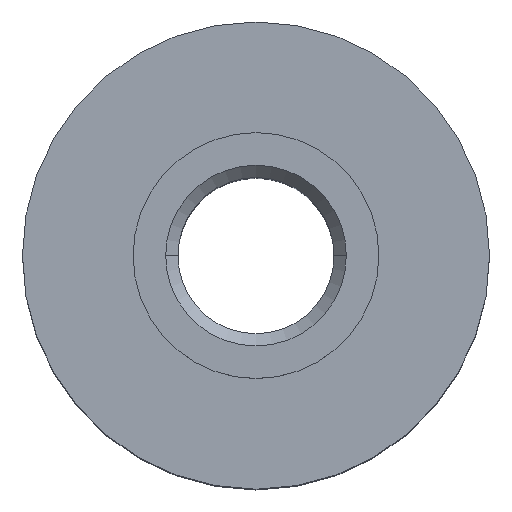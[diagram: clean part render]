
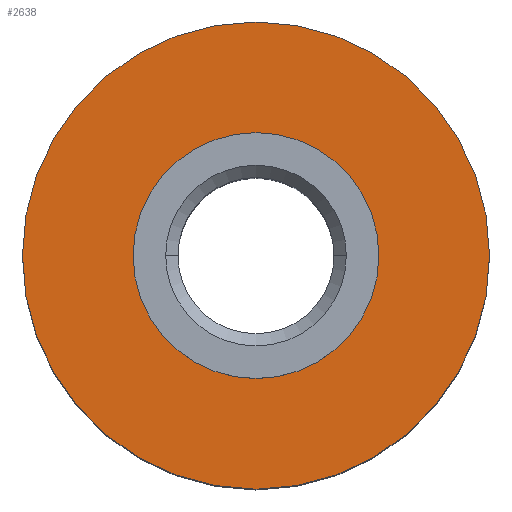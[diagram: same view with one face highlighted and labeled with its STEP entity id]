
A CAD part, top view. The second image highlights one B-rep face of the part: STEP entity #2638.
In plain terms, the highlighted planar face has unit normal (0, 0, 1).
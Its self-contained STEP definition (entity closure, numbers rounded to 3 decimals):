
#95 = ORIENTED_EDGE ( 'NONE', *, *, #739, .T. ) ;
#739 = EDGE_CURVE ( 'NONE', #5515, #5514, #6296, .T. ) ;
#743 = EDGE_CURVE ( 'NONE', #5511, #5509, #6302, .T. ) ;
#1175 = CARTESIAN_POINT ( 'NONE',  ( 0., 0., 9.5 ) ) ;
#1176 = DIRECTION ( 'NONE',  ( 0., 0., -1. ) ) ;
#1177 = DIRECTION ( 'NONE',  ( -1., 0., 0. ) ) ;
#1185 = CARTESIAN_POINT ( 'NONE',  ( 0., 0., 9.5 ) ) ;
#1186 = DIRECTION ( 'NONE',  ( 0., 0., 1. ) ) ;
#1187 = DIRECTION ( 'NONE',  ( 1., 0., 0. ) ) ;
#1218 = CARTESIAN_POINT ( 'NONE',  ( 0., 0., 9.5 ) ) ;
#1219 = DIRECTION ( 'NONE',  ( 0., 0., -1. ) ) ;
#1220 = DIRECTION ( 'NONE',  ( -1., 0., 0. ) ) ;
#1223 = CARTESIAN_POINT ( 'NONE',  ( 0., 0., 9.5 ) ) ;
#1246 = AXIS2_PLACEMENT_3D ( 'NONE', #1175, #1176, #1177 ) ;
#1248 = AXIS2_PLACEMENT_3D ( 'NONE', #1185, #1186, #1187 ) ;
#1255 = AXIS2_PLACEMENT_3D ( 'NONE', #1218, #1219, #1220 ) ;
#1256 = AXIS2_PLACEMENT_3D ( 'NONE', #1223, #5576, #5577 ) ;
#1324 = AXIS2_PLACEMENT_3D ( 'NONE', #6500, #6498, #6504 ) ;
#2505 = EDGE_CURVE ( 'NONE', #5514, #5515, #6324, .T. ) ;
#2506 = EDGE_CURVE ( 'NONE', #5509, #5511, #6325, .T. ) ;
#2638 = ADVANCED_FACE ( 'NONE', ( #5898, #5929 ), #6502, .F. ) ;
#2712 = ORIENTED_EDGE ( 'NONE', *, *, #2505, .T. ) ;
#2714 = ORIENTED_EDGE ( 'NONE', *, *, #2506, .T. ) ;
#2719 = ORIENTED_EDGE ( 'NONE', *, *, #743, .T. ) ;
#3905 = EDGE_LOOP ( 'NONE', ( #2719, #2714 ) ) ;
#3916 = EDGE_LOOP ( 'NONE', ( #95, #2712 ) ) ;
#5382 = CARTESIAN_POINT ( 'NONE',  ( -9.5, 0., 9.5 ) ) ;
#5390 = CARTESIAN_POINT ( 'NONE',  ( -5., 0., 9.5 ) ) ;
#5392 = CARTESIAN_POINT ( 'NONE',  ( 9.5, 0., 9.5 ) ) ;
#5395 = CARTESIAN_POINT ( 'NONE',  ( 5., 0., 9.5 ) ) ;
#5509 = VERTEX_POINT ( 'NONE', #5382 ) ;
#5511 = VERTEX_POINT ( 'NONE', #5392 ) ;
#5514 = VERTEX_POINT ( 'NONE', #5395 ) ;
#5515 = VERTEX_POINT ( 'NONE', #5390 ) ;
#5576 = DIRECTION ( 'NONE',  ( 0., 0., 1. ) ) ;
#5577 = DIRECTION ( 'NONE',  ( 1., 0., 0. ) ) ;
#5898 = FACE_BOUND ( 'NONE', #3916, .T. ) ;
#5929 = FACE_OUTER_BOUND ( 'NONE', #3905, .T. ) ;
#6296 = CIRCLE ( 'NONE', #1246, 5. ) ;
#6302 = CIRCLE ( 'NONE', #1248, 9.5 ) ;
#6324 = CIRCLE ( 'NONE', #1255, 5. ) ;
#6325 = CIRCLE ( 'NONE', #1256, 9.5 ) ;
#6498 = DIRECTION ( 'NONE',  ( 0., 0., -1. ) ) ;
#6500 = CARTESIAN_POINT ( 'NONE',  ( 0., 9.5, 9.5 ) ) ;
#6502 = PLANE ( 'NONE',  #1324 ) ;
#6504 = DIRECTION ( 'NONE',  ( -1., 0., 0. ) ) ;
